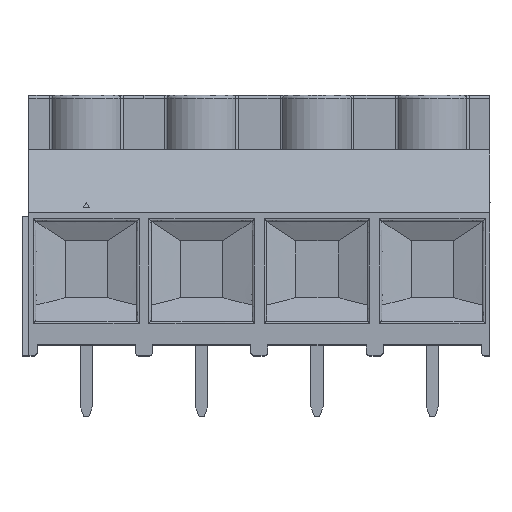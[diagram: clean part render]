
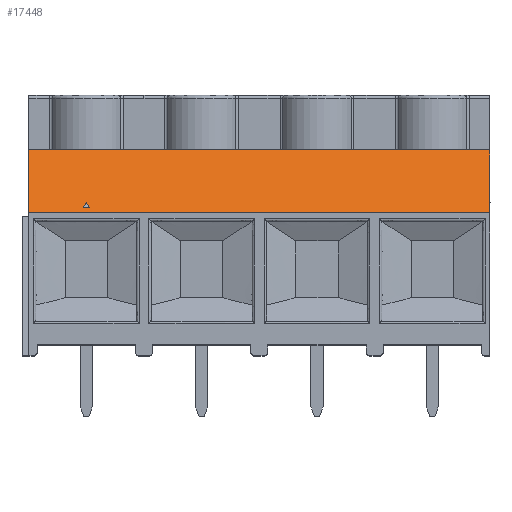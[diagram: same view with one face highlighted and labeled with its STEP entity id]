
A CAD part, top view. The second image highlights one B-rep face of the part: STEP entity #17448.
In plain terms, the highlighted planar face has unit normal (0, 0.454, 0.891).
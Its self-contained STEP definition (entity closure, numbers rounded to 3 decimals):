
#13 = ORIENTED_EDGE ( 'NONE', *, *, #20614, .F. ) ;
#469 = ORIENTED_EDGE ( 'NONE', *, *, #19960, .T. ) ;
#651 = CARTESIAN_POINT ( 'NONE',  ( 38.08, 17., 9.5 ) ) ;
#880 = VERTEX_POINT ( 'NONE', #18296 ) ;
#1645 = VECTOR ( 'NONE', #32462, 1000. ) ;
#2956 = LINE ( 'NONE', #31016, #29930 ) ;
#3394 = ORIENTED_EDGE ( 'NONE', *, *, #20211, .F. ) ;
#4199 = EDGE_CURVE ( 'NONE', #23630, #9101, #29356, .T. ) ;
#5534 = ORIENTED_EDGE ( 'NONE', *, *, #9900, .F. ) ;
#6321 = VECTOR ( 'NONE', #20661, 1000. ) ;
#6538 = VERTEX_POINT ( 'NONE', #31585 ) ;
#6759 = LINE ( 'NONE', #27397, #1645 ) ;
#6831 = LINE ( 'NONE', #33021, #11424 ) ;
#7936 = CARTESIAN_POINT ( 'NONE',  ( 5.01, 12.245, 11.923 ) ) ;
#8040 = EDGE_LOOP ( 'NONE', ( #13, #16247, #3394 ) ) ;
#8909 = VERTEX_POINT ( 'NONE', #14664 ) ;
#9101 = VERTEX_POINT ( 'NONE', #31406 ) ;
#9900 = EDGE_CURVE ( 'NONE', #6538, #8909, #33184, .T. ) ;
#10187 = CARTESIAN_POINT ( 'NONE',  ( 4.76, 12.691, 11.696 ) ) ;
#10350 = LINE ( 'NONE', #10187, #6321 ) ;
#11134 = VECTOR ( 'NONE', #22787, 1000. ) ;
#11424 = VECTOR ( 'NONE', #32527, 1000. ) ;
#12060 = EDGE_CURVE ( 'NONE', #19287, #12150, #6759, .T. ) ;
#12150 = VERTEX_POINT ( 'NONE', #13656 ) ;
#13268 = DIRECTION ( 'NONE',  ( 0., -0.454, -0.891 ) ) ;
#13605 = FACE_BOUND ( 'NONE', #8040, .T. ) ;
#13656 = CARTESIAN_POINT ( 'NONE',  ( 0., 17., 9.5 ) ) ;
#14621 = CARTESIAN_POINT ( 'NONE',  ( 4.51, 12.245, 11.923 ) ) ;
#14664 = CARTESIAN_POINT ( 'NONE',  ( 0., 11.8, 12.15 ) ) ;
#15778 = DIRECTION ( 'NONE',  ( 0., 0.891, -0.454 ) ) ;
#15947 = PLANE ( 'NONE',  #19898 ) ;
#16247 = ORIENTED_EDGE ( 'NONE', *, *, #4199, .F. ) ;
#17448 = ADVANCED_FACE ( 'NONE', ( #13605, #29166 ), #15947, .F. ) ;
#17519 = CARTESIAN_POINT ( 'NONE',  ( 38.08, 17., 9.5 ) ) ;
#17681 = EDGE_LOOP ( 'NONE', ( #469, #5534, #24550, #20156 ) ) ;
#18248 = LINE ( 'NONE', #7936, #32743 ) ;
#18296 = CARTESIAN_POINT ( 'NONE',  ( 4.76, 12.691, 11.696 ) ) ;
#19287 = VERTEX_POINT ( 'NONE', #17519 ) ;
#19898 = AXIS2_PLACEMENT_3D ( 'NONE', #651, #13268, #15778 ) ;
#19960 = EDGE_CURVE ( 'NONE', #12150, #8909, #2956, .T. ) ;
#20028 = CARTESIAN_POINT ( 'NONE',  ( 4.51, 12.245, 11.923 ) ) ;
#20156 = ORIENTED_EDGE ( 'NONE', *, *, #12060, .T. ) ;
#20211 = EDGE_CURVE ( 'NONE', #880, #23630, #10350, .T. ) ;
#20614 = EDGE_CURVE ( 'NONE', #9101, #880, #18248, .T. ) ;
#20661 = DIRECTION ( 'NONE',  ( -0.447, -0.797, 0.406 ) ) ;
#20854 = DIRECTION ( 'NONE',  ( -1., 0., 0. ) ) ;
#22787 = DIRECTION ( 'NONE',  ( 1., 0., 0. ) ) ;
#23406 = DIRECTION ( 'NONE',  ( 0., -0.891, 0.454 ) ) ;
#23630 = VERTEX_POINT ( 'NONE', #20028 ) ;
#23642 = EDGE_CURVE ( 'NONE', #19287, #6538, #6831, .T. ) ;
#24550 = ORIENTED_EDGE ( 'NONE', *, *, #23642, .F. ) ;
#25594 = CARTESIAN_POINT ( 'NONE',  ( 38.08, 11.8, 12.15 ) ) ;
#27397 = CARTESIAN_POINT ( 'NONE',  ( 38.08, 17., 9.5 ) ) ;
#29166 = FACE_OUTER_BOUND ( 'NONE', #17681, .T. ) ;
#29356 = LINE ( 'NONE', #14621, #11134 ) ;
#29930 = VECTOR ( 'NONE', #23406, 1000. ) ;
#30618 = DIRECTION ( 'NONE',  ( -0.447, 0.797, -0.406 ) ) ;
#31016 = CARTESIAN_POINT ( 'NONE',  ( 0., 17., 9.5 ) ) ;
#31219 = VECTOR ( 'NONE', #20854, 1000. ) ;
#31406 = CARTESIAN_POINT ( 'NONE',  ( 5.01, 12.245, 11.923 ) ) ;
#31585 = CARTESIAN_POINT ( 'NONE',  ( 38.08, 11.8, 12.15 ) ) ;
#32462 = DIRECTION ( 'NONE',  ( -1., 0., 0. ) ) ;
#32527 = DIRECTION ( 'NONE',  ( 0., -0.891, 0.454 ) ) ;
#32743 = VECTOR ( 'NONE', #30618, 1000. ) ;
#33021 = CARTESIAN_POINT ( 'NONE',  ( 38.08, 17., 9.5 ) ) ;
#33184 = LINE ( 'NONE', #25594, #31219 ) ;
